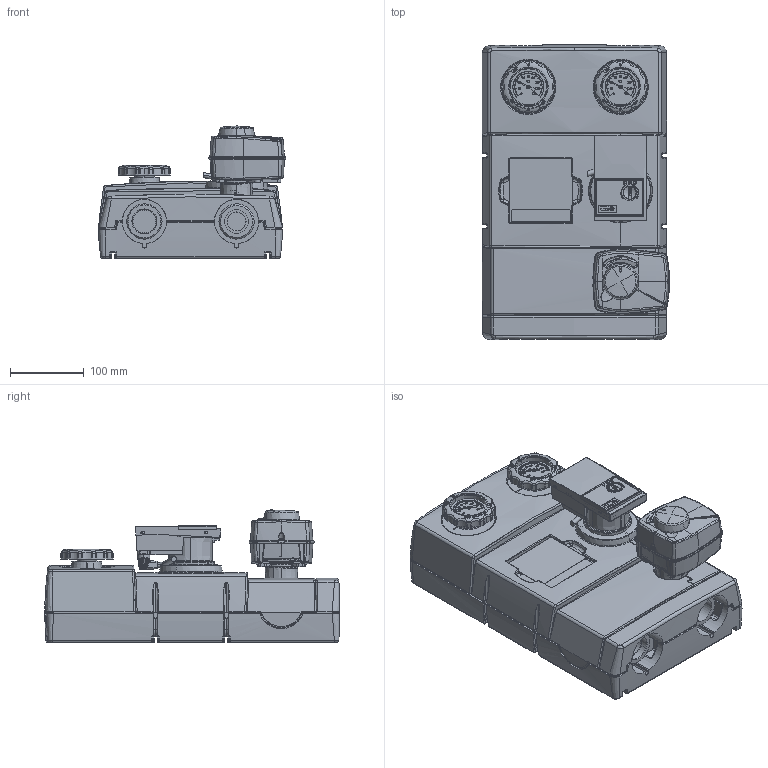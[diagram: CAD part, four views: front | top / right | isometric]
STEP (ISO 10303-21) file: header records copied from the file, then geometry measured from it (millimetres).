
FILE_DESCRIPTION(('CATIA V5 STEP Exchange'),'2;1');
FILE_NAME('61060300 GBA111 DN32.stp','2016-01-13T06:24:31+00:00',('none'),('none'),'CATIA Version 5 Release 20 SP 6 (IN-10)','CATIA V5 STEP AP214','none');
FILE_SCHEMA(('AUTOMOTIVE_DESIGN { 1 0 10303 214 1 1 1 1 }'));
Length unit declared in the file: millimetre
Products named in the file (1): GBA111_AllCATPart
Bounding box: 254.1 x 400.18 x 179.45 mm (x, y, z)
Volume: 8874526.1 mm3; surface area: 698987.4 mm2
Topology: 2 solids, 64 shells, 7528 faces, 19588 edges, 12224 vertices
Faces by surface type: plane 2809, bspline 1640, cylinder 1617, cone 532, torus 496, sphere 318, revolution 84, extrusion 32
Entity records: 347864 total; most frequent: CARTESIAN_POINT 164108, ORIENTED_EDGE 38584, DIRECTION 20902, EDGE_CURVE 19294, VERTEX_POINT 12221, AXIS2_PLACEMENT_3D 8391, B_SPLINE_CURVE_WITH_KNOTS 8278, EDGE_LOOP 7977
